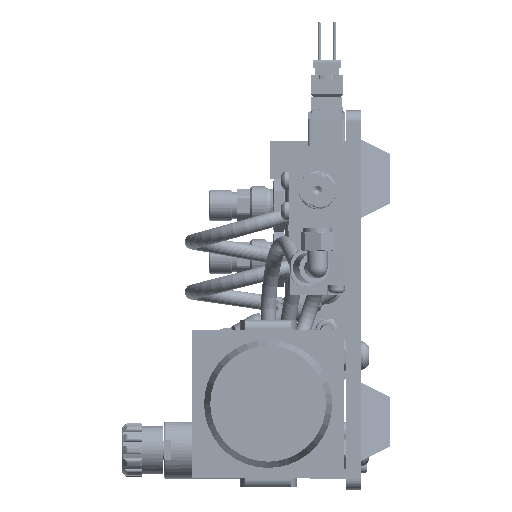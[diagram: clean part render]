
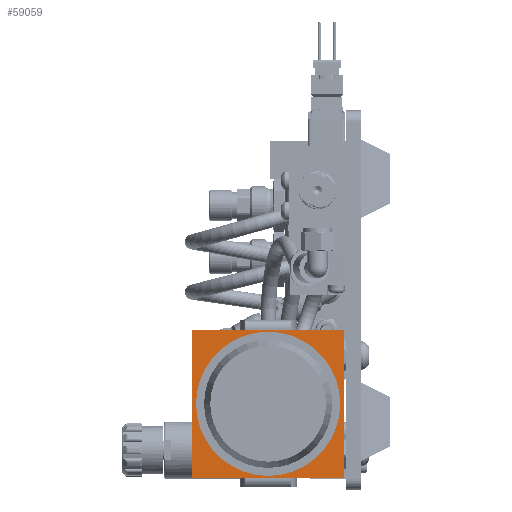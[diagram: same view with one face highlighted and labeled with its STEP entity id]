
A CAD part, left-side view. The second image highlights one B-rep face of the part: STEP entity #59059.
In plain terms, the highlighted face is planar.
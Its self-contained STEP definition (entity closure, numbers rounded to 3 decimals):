
#697 = DIRECTION ( 'NONE',  ( 0., -1., 0. ) ) ;
#9858 = FACE_OUTER_BOUND ( 'NONE', #76907, .T. ) ;
#11644 = ORIENTED_EDGE ( 'NONE', *, *, #18165, .F. ) ;
#13851 = LINE ( 'NONE', #36772, #31988 ) ;
#14221 = LINE ( 'NONE', #85601, #88337 ) ;
#15114 = EDGE_CURVE ( 'NONE', #46620, #48703, #45911, .T. ) ;
#15509 = FACE_BOUND ( 'NONE', #92235, .T. ) ;
#15797 = CARTESIAN_POINT ( 'NONE',  ( 20., 52.1, -41.5 ) ) ;
#16866 = EDGE_CURVE ( 'NONE', #25080, #66186, #69593, .T. ) ;
#18165 = EDGE_CURVE ( 'NONE', #33936, #93492, #14221, .T. ) ;
#23498 = DIRECTION ( 'NONE',  ( 0., 0., -1. ) ) ;
#24639 = DIRECTION ( 'NONE',  ( -1., 0., 0. ) ) ;
#25080 = VERTEX_POINT ( 'NONE', #50586 ) ;
#31021 = CARTESIAN_POINT ( 'NONE',  ( 20., 52.1, -41.5 ) ) ;
#31227 = VECTOR ( 'NONE', #46882, 1000. ) ;
#31849 = CARTESIAN_POINT ( 'NONE',  ( 0., 52.1, -22. ) ) ;
#31988 = VECTOR ( 'NONE', #23498, 1000. ) ;
#33359 = ORIENTED_EDGE ( 'NONE', *, *, #15114, .F. ) ;
#33936 = VERTEX_POINT ( 'NONE', #41964 ) ;
#34515 = CARTESIAN_POINT ( 'NONE',  ( 0., 52.1, -22. ) ) ;
#36772 = CARTESIAN_POINT ( 'NONE',  ( -20., 52.1, -41.5 ) ) ;
#39128 = DIRECTION ( 'NONE',  ( 1., 0., 0. ) ) ;
#40461 = AXIS2_PLACEMENT_3D ( 'NONE', #54761, #697, #70054 ) ;
#41867 = CIRCLE ( 'NONE', #46749, 11.5 ) ;
#41964 = CARTESIAN_POINT ( 'NONE',  ( -20., 52.1, -41.5 ) ) ;
#45911 = CIRCLE ( 'NONE', #89987, 11.5 ) ;
#46620 = VERTEX_POINT ( 'NONE', #76676 ) ;
#46749 = AXIS2_PLACEMENT_3D ( 'NONE', #34515, #49851, #65648 ) ;
#46882 = DIRECTION ( 'NONE',  ( 0., 0., 1. ) ) ;
#48703 = VERTEX_POINT ( 'NONE', #54317 ) ;
#49851 = DIRECTION ( 'NONE',  ( 0., 1., 0. ) ) ;
#50586 = CARTESIAN_POINT ( 'NONE',  ( 20., 52.1, -2.5 ) ) ;
#54317 = CARTESIAN_POINT ( 'NONE',  ( 0., 52.1, -10.5 ) ) ;
#54761 = CARTESIAN_POINT ( 'NONE',  ( 20., 52.1, -41.5 ) ) ;
#54775 = CARTESIAN_POINT ( 'NONE',  ( 20., 52.1, -2.5 ) ) ;
#57589 = VECTOR ( 'NONE', #24639, 1000. ) ;
#57674 = DIRECTION ( 'NONE',  ( 0., 1., 0. ) ) ;
#59059 = ADVANCED_FACE ( 'NONE', ( #9858, #15509 ), #70559, .F. ) ;
#62521 = EDGE_CURVE ( 'NONE', #93492, #25080, #99927, .T. ) ;
#64819 = DIRECTION ( 'NONE',  ( 0., 0., 1. ) ) ;
#65648 = DIRECTION ( 'NONE',  ( 0., 0., 1. ) ) ;
#66186 = VERTEX_POINT ( 'NONE', #97956 ) ;
#66642 = ORIENTED_EDGE ( 'NONE', *, *, #62521, .F. ) ;
#69593 = LINE ( 'NONE', #54775, #57589 ) ;
#69667 = ORIENTED_EDGE ( 'NONE', *, *, #74290, .F. ) ;
#70054 = DIRECTION ( 'NONE',  ( 0., 0., -1. ) ) ;
#70559 = PLANE ( 'NONE',  #40461 ) ;
#74290 = EDGE_CURVE ( 'NONE', #66186, #33936, #13851, .T. ) ;
#74949 = EDGE_CURVE ( 'NONE', #48703, #46620, #41867, .T. ) ;
#76676 = CARTESIAN_POINT ( 'NONE',  ( 0., 52.1, -33.5 ) ) ;
#76907 = EDGE_LOOP ( 'NONE', ( #95495, #66642, #11644, #69667 ) ) ;
#85601 = CARTESIAN_POINT ( 'NONE',  ( 20., 52.1, -41.5 ) ) ;
#88337 = VECTOR ( 'NONE', #39128, 1000. ) ;
#89987 = AXIS2_PLACEMENT_3D ( 'NONE', #31849, #57674, #64819 ) ;
#92235 = EDGE_LOOP ( 'NONE', ( #99997, #33359 ) ) ;
#93492 = VERTEX_POINT ( 'NONE', #31021 ) ;
#95495 = ORIENTED_EDGE ( 'NONE', *, *, #16866, .F. ) ;
#97956 = CARTESIAN_POINT ( 'NONE',  ( -20., 52.1, -2.5 ) ) ;
#99927 = LINE ( 'NONE', #15797, #31227 ) ;
#99997 = ORIENTED_EDGE ( 'NONE', *, *, #74949, .F. ) ;
